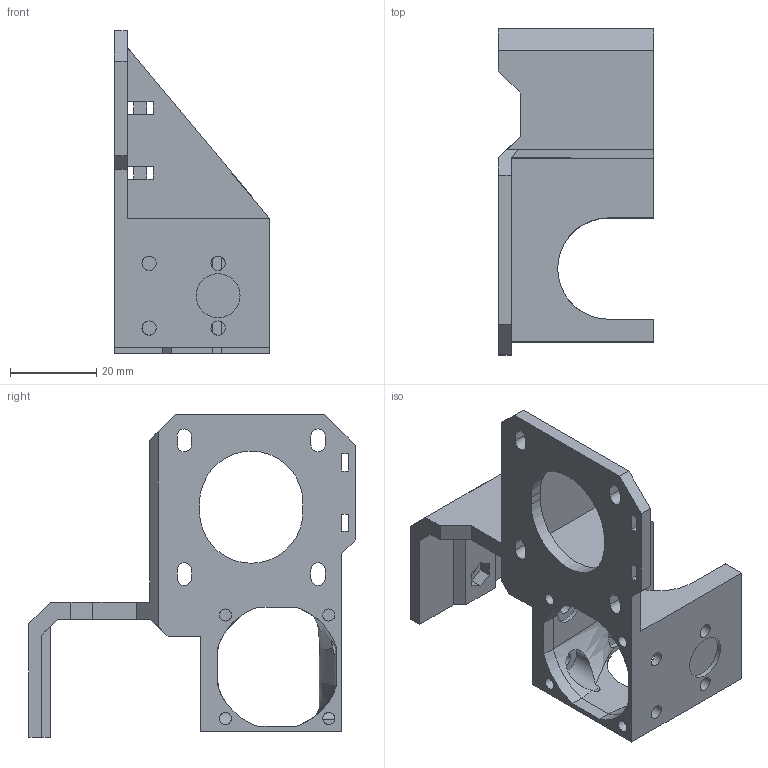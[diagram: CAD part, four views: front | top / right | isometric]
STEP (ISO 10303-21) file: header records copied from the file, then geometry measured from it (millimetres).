
FILE_DESCRIPTION(/* description */ (''),/* implementation_level */ '2;1');
FILE_NAME(/* name */ 'V06-01-01-02-01(CoreXY) - BMG mount.step',/* time_stamp */ '2021-10-07T19:57:07+03:00',/* author */ (''),/* organization */ (''),/* preprocessor_version */ 'ST-DEVELOPER v18.1',/* originating_system */ 'Autodesk Translation Framework v10.10.0.1391',/* authorisation */ '');
FILE_SCHEMA (('AUTOMOTIVE_DESIGN { 1 0 10303 214 3 1 1 }'));
Length unit declared in the file: millimetre
Products named in the file (2): V06-01-01-02-01 (CoreXY) - BMG mount; V06-01-01-02-01 - BMG mount v13
Assembly tree (1 placements, depth 2):
  V06-01-01-02-01 (CoreXY) - BMG mount
    V06-01-01-02-01 - BMG mount v13
Bounding box: 36 x 75.68 x 74.9 mm (x, y, z)
Volume: 25562.3 mm3; surface area: 17476.6 mm2
Topology: 1 solids, 1 shells, 135 faces, 397 edges, 261 vertices
Faces by surface type: plane 91, cylinder 35, bspline 8, cone 1
Full cylindrical faces by diameter (mm): 2.8 x4, 3.2 x2, 3.3 x8, 7 x4, 10.2 x1
Entity records: 5317 total; most frequent: CARTESIAN_POINT 1614, ORIENTED_EDGE 794, DIRECTION 682, EDGE_CURVE 397, LINE 290, VECTOR 290, VERTEX_POINT 261, AXIS2_PLACEMENT_3D 196
